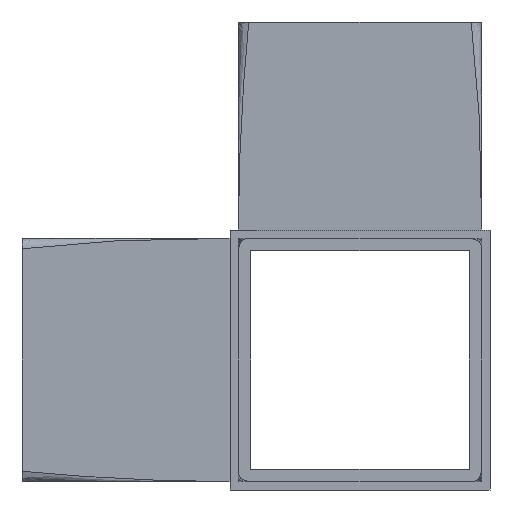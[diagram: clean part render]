
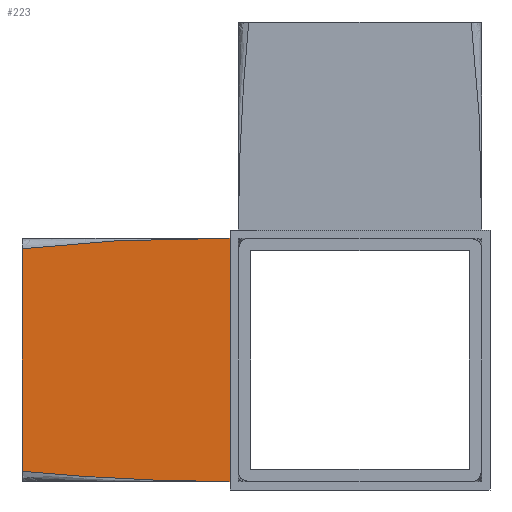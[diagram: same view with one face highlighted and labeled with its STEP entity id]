
A CAD part, left-side view. The second image highlights one B-rep face of the part: STEP entity #223.
In plain terms, the highlighted planar face has unit normal (-1, 0, 0).
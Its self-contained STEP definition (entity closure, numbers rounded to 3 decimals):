
#18 = ORIENTED_EDGE ( 'NONE', *, *, #156, .F. ) ;
#107 = EDGE_LOOP ( 'NONE', ( #18, #1809, #1347, #408 ) ) ;
#156 = EDGE_CURVE ( 'NONE', #1141, #2021, #1567, .T. ) ;
#166 = VECTOR ( 'NONE', #1555, 1000. ) ;
#223 = ADVANCED_FACE ( 'NONE', ( #274 ), #1261, .F. ) ;
#246 = CARTESIAN_POINT ( 'NONE',  ( -11.7, 25., 11.7 ) ) ;
#274 = FACE_OUTER_BOUND ( 'NONE', #107, .T. ) ;
#329 = VECTOR ( 'NONE', #1536, 1000. ) ;
#408 = ORIENTED_EDGE ( 'NONE', *, *, #428, .T. ) ;
#428 = EDGE_CURVE ( 'NONE', #860, #2021, #1544, .T. ) ;
#513 = CARTESIAN_POINT ( 'NONE',  ( -11.7, 25., -11.7 ) ) ;
#522 = CARTESIAN_POINT ( 'NONE',  ( -11.7, 45., -10.7 ) ) ;
#538 = CARTESIAN_POINT ( 'NONE',  ( -11.7, 31.667, -11.567 ) ) ;
#616 = CARTESIAN_POINT ( 'NONE',  ( -11.7, 35., 11.5 ) ) ;
#660 = CARTESIAN_POINT ( 'NONE',  ( -11.7, 25., -11.7 ) ) ;
#680 = LINE ( 'NONE', #1846, #329 ) ;
#729 = CARTESIAN_POINT ( 'NONE',  ( -11.7, 45., -10.7 ) ) ;
#769 = DIRECTION ( 'NONE',  ( 0., 0., -1. ) ) ;
#860 = VERTEX_POINT ( 'NONE', #2107 ) ;
#875 = EDGE_CURVE ( 'NONE', #1141, #1731, #2043, .T. ) ;
#914 = CARTESIAN_POINT ( 'NONE',  ( -11.7, 45., -11.7 ) ) ;
#935 = CARTESIAN_POINT ( 'NONE',  ( -11.7, 45., -11.7 ) ) ;
#1008 = CARTESIAN_POINT ( 'NONE',  ( -11.7, 35., -11.5 ) ) ;
#1071 = CARTESIAN_POINT ( 'NONE',  ( -11.7, 45., 10.7 ) ) ;
#1108 = CARTESIAN_POINT ( 'NONE',  ( -11.7, 45., 10.7 ) ) ;
#1141 = VERTEX_POINT ( 'NONE', #729 ) ;
#1144 = AXIS2_PLACEMENT_3D ( 'NONE', #935, #1909, #769 ) ;
#1180 = CARTESIAN_POINT ( 'NONE',  ( -11.7, 28.333, -11.633 ) ) ;
#1261 = PLANE ( 'NONE',  #1144 ) ;
#1347 = ORIENTED_EDGE ( 'NONE', *, *, #1879, .T. ) ;
#1370 = CARTESIAN_POINT ( 'NONE',  ( -11.7, 38.333, -11.433 ) ) ;
#1392 = CARTESIAN_POINT ( 'NONE',  ( -11.7, 38.333, 11.433 ) ) ;
#1402 = CARTESIAN_POINT ( 'NONE',  ( -11.7, 31.667, 11.567 ) ) ;
#1536 = DIRECTION ( 'NONE',  ( 0., 0., 1. ) ) ;
#1544 = B_SPLINE_CURVE_WITH_KNOTS ( 'NONE', 3,
 ( #246, #1714, #1402, #616, #1392, #1727, #1108 ),
 .UNSPECIFIED., .F., .F.,
 ( 4, 3, 4 ),
 ( -0.04, -0.03, -0.02 ),
 .UNSPECIFIED. ) ;
#1555 = DIRECTION ( 'NONE',  ( 0., 0., 1. ) ) ;
#1567 = LINE ( 'NONE', #914, #166 ) ;
#1650 = CARTESIAN_POINT ( 'NONE',  ( -11.7, 41.667, -10.7 ) ) ;
#1714 = CARTESIAN_POINT ( 'NONE',  ( -11.7, 28.333, 11.633 ) ) ;
#1727 = CARTESIAN_POINT ( 'NONE',  ( -11.7, 41.667, 10.7 ) ) ;
#1731 = VERTEX_POINT ( 'NONE', #660 ) ;
#1809 = ORIENTED_EDGE ( 'NONE', *, *, #875, .T. ) ;
#1846 = CARTESIAN_POINT ( 'NONE',  ( -11.7, 25., -11.7 ) ) ;
#1879 = EDGE_CURVE ( 'NONE', #1731, #860, #680, .T. ) ;
#1909 = DIRECTION ( 'NONE',  ( 1., 0., 0. ) ) ;
#2021 = VERTEX_POINT ( 'NONE', #1071 ) ;
#2043 = B_SPLINE_CURVE_WITH_KNOTS ( 'NONE', 3,
 ( #522, #1650, #1370, #1008, #538, #1180, #513 ),
 .UNSPECIFIED., .F., .F.,
 ( 4, 3, 4 ),
 ( 0., 0.01, 0.02 ),
 .UNSPECIFIED. ) ;
#2107 = CARTESIAN_POINT ( 'NONE',  ( -11.7, 25., 11.7 ) ) ;
